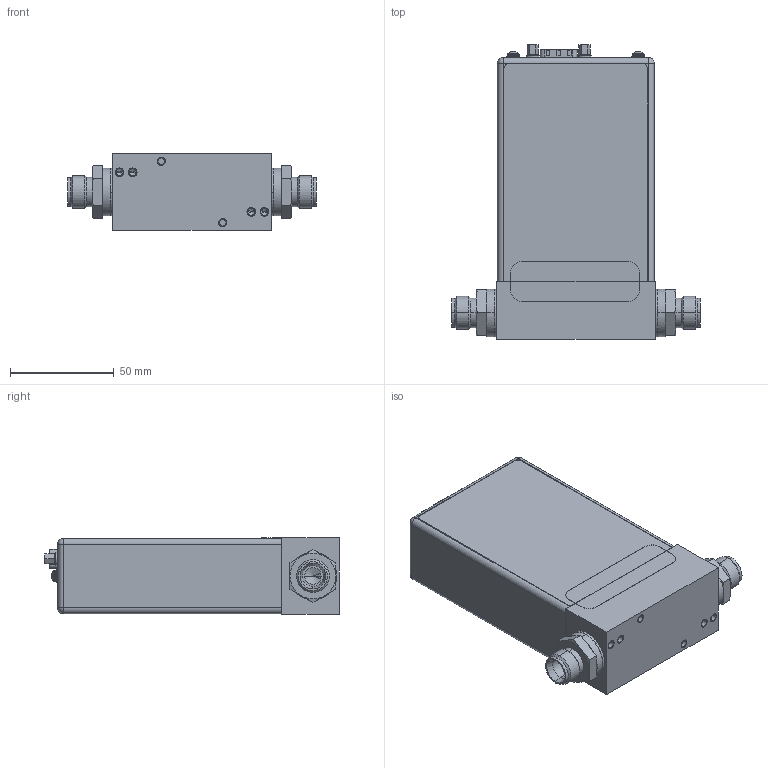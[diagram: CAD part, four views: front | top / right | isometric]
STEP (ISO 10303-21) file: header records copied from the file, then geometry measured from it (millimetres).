
FILE_DESCRIPTION((''),'2;1');
FILE_NAME('GM100A_9-PIN_ANALOG_12MM_TUBE_ASM','2016-11-28T',('cockrofm'),(''),'PRO/ENGINEER BY PARAMETRIC TECHNOLOGY CORPORATION, 2016100','PRO/ENGINEER BY PARAMETRIC TECHNOLOGY CORPORATION, 2016100','');
FILE_SCHEMA(('CONFIG_CONTROL_DESIGN'));
Length unit declared in the file: inch
Products named in the file (29): 1052409_FLOWBODY_1; PRT0065; 1046268_ANALOG_MAIN_BD_ASM_1_ASM; 1046576_PWB_BOARD_1; 171-009-113_2; SQT-PIN_1; SQT-PIN_AF0_1; SQT-CASE_AF4_1; SQT-PIN_AF1_1; ASM0015_ASM; 1046431_10-PIN_HEADER_ASM_1_ASM; 1046651_20-PIN_CONN_ASM_1_ASM; 1037026_PUSH-BUTTON_1; 1041885_LED_1; 1046577_CCA_ASSY_ASM_1_ASM; 1046138-003_1; PRT0066; 1016309-003_2; PRT0067; PLUG_P_9_ASSY_AS_MOLDED_ANY_ASM; 1053221-001_P9_ARMATURE_ASSEMBL_ASM; ASM0016_ASM; 1042639-001_FRT_2; 122676_1; 1048317_REAR_LABEL_1; 1067063-003_1; 1054200_9-PIN_STP-MODEL_ASM_1_ASM; 1072907_FITTING_10MM; GM100A_9-PIN_ANALOG_12MM_TUBE_ASM
Assembly tree (41 placements, depth 7):
  GM100A_9-PIN_ANALOG_12MM_TUBE_ASM
    1054200_9-PIN_STP-MODEL_ASM_1_ASM
      1052409_FLOWBODY_1
      1046268_ANALOG_MAIN_BD_ASM_1_ASM
        PRT0065
      1046577_CCA_ASSY_ASM_1_ASM
        1046576_PWB_BOARD_1
        171-009-113_2
        1046651_20-PIN_CONN_ASM_1_ASM
          1046431_10-PIN_HEADER_ASM_1_ASM
            ASM0015_ASM
              SQT-PIN_1  x10
              SQT-PIN_AF0_1
              SQT-CASE_AF4_1
              SQT-PIN_AF1_1
        1037026_PUSH-BUTTON_1
        1041885_LED_1
      1046138-003_1
      PRT0066  x2
      1016309-003_2  x2
      PRT0067  x2
      ASM0016_ASM
        1053221-001_P9_ARMATURE_ASSEMBL_ASM
          PLUG_P_9_ASSY_AS_MOLDED_ANY_ASM
      1042639-001_FRT_2
      122676_1
      1048317_REAR_LABEL_1
      1067063-003_1
    1072907_FITTING_10MM  x2
Bounding box: 119.99 x 141.96 x 36.86 mm (x, y, z)
Volume: 105884 mm3; surface area: 117260.9 mm2
Topology: 30 solids, 44 shells, 1817 faces, 4741 edges, 3060 vertices
Faces by surface type: plane 1169, cylinder 466, cone 74, extrusion 64, torus 31, sphere 8, bspline 5
Entity records: 41048 total; most frequent: CARTESIAN_POINT 8570, DIRECTION 6615, ORIENTED_EDGE 6516, EDGE_CURVE 3284, VECTOR 2471, LINE 2427, VERTEX_POINT 2127, AXIS2_PLACEMENT_3D 2072
